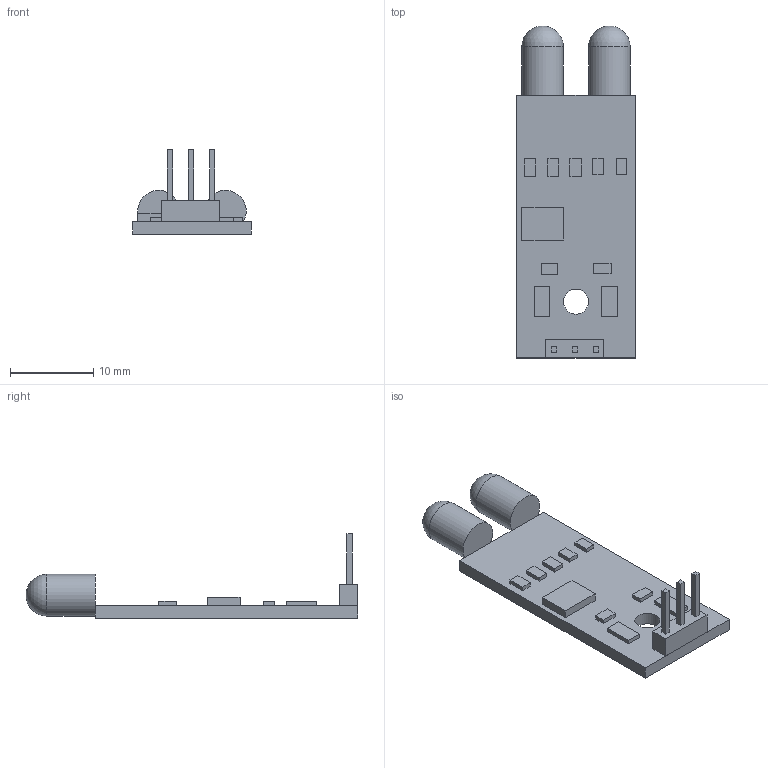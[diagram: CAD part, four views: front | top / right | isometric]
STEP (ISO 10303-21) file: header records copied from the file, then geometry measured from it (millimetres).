
FILE_DESCRIPTION(/* description */ (''),/* implementation_level */ '2;1');
FILE_NAME(/* name */ 'Infrared Obstacle Detecting Module v4.step',/* time_stamp */ '2023-07-26T19:49:22+02:00',/* author */ (''),/* organization */ (''),/* preprocessor_version */ 'ST-DEVELOPER v20',/* originating_system */ 'Autodesk Translation Framework v12.9.0.99',/* authorisation */ '');
FILE_SCHEMA (('AUTOMOTIVE_DESIGN { 1 0 10303 214 3 1 1 }'));
Length unit declared in the file: millimetre
Products named in the file (2): Infrared Obstacle Detecting Module; Komponente1
Assembly tree (1 placements, depth 2):
  Infrared Obstacle Detecting Module
    Komponente1
Bounding box: 14.2 x 39.8 x 10.12 mm (x, y, z)
Volume: 1044.6 mm3; surface area: 1617.1 mm2
Topology: 17 solids, 17 shells, 97 faces, 195 edges, 130 vertices
Faces by surface type: plane 92, cylinder 3, sphere 2
Full cylindrical faces by diameter (mm): 3 x1, 5 x2
Entity records: 2552 total; most frequent: CARTESIAN_POINT 423, DIRECTION 403, ORIENTED_EDGE 386, EDGE_CURVE 193, LINE 183, VECTOR 183, VERTEX_POINT 130, AXIS2_PLACEMENT_3D 110
